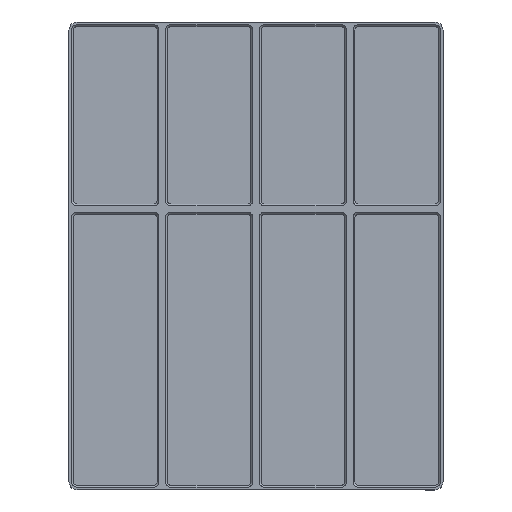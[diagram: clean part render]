
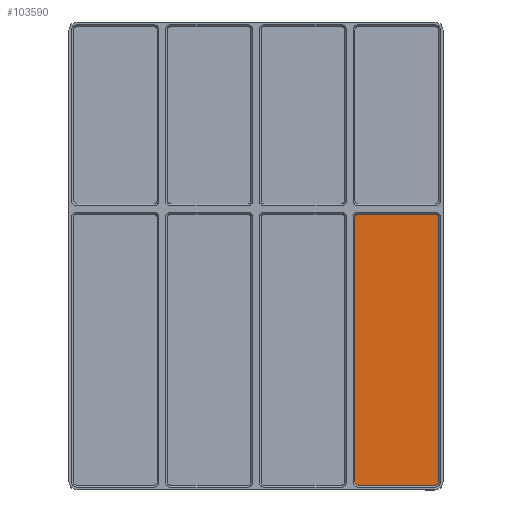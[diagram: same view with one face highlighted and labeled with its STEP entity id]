
A CAD part, top view. The second image highlights one B-rep face of the part: STEP entity #103590.
In plain terms, the highlighted planar face has unit normal (0, 0, 1).
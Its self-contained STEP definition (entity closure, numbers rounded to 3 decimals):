
#84540=CARTESIAN_POINT('',(255.85,207.75,7.));
#84550=VERTEX_POINT('',#84540);
#84580=CARTESIAN_POINT('',(255.85,206.15,7.));
#84590=DIRECTION('',(0.,0.,-1.));
#84600=DIRECTION('',(1.,0.,0.));
#84610=AXIS2_PLACEMENT_3D('',#84580,#84590,#84600);
#84620=CIRCLE('',#84610,1.6);
#84630=CARTESIAN_POINT('',(254.25,206.15,7.));
#84640=VERTEX_POINT('',#84630);
#84650=EDGE_CURVE('',#84640,#84550,#84620,.T.);
#84960=CARTESIAN_POINT('',(291.75,206.15,7.));
#84970=VERTEX_POINT('',#84960);
#85000=CARTESIAN_POINT('',(290.15,206.15,7.));
#85010=DIRECTION('',(0.,0.,-1.));
#85020=DIRECTION('',(1.,0.,0.));
#85030=AXIS2_PLACEMENT_3D('',#85000,#85010,#85020);
#85040=CIRCLE('',#85030,1.6);
#85050=CARTESIAN_POINT('',(290.15,207.75,7.));
#85060=VERTEX_POINT('',#85050);
#85070=EDGE_CURVE('',#85060,#84970,#85040,.T.);
#85890=CARTESIAN_POINT('',(254.25,173.,7.));
#85900=DIRECTION('',(0.,1.,0.));
#85910=VECTOR('',#85900,1.);
#85920=LINE('',#85890,#85910);
#85930=CARTESIAN_POINT('',(254.25,87.85,7.));
#85940=VERTEX_POINT('',#85930);
#85950=EDGE_CURVE('',#85940,#84640,#85920,.T.);
#102260=CARTESIAN_POINT('',(257.,207.75,7.));
#102270=DIRECTION('',(1.,0.,0.));
#102280=VECTOR('',#102270,1.);
#102290=LINE('',#102260,#102280);
#102300=EDGE_CURVE('',#84550,#85060,#102290,.T.);
#102590=CARTESIAN_POINT('',(291.75,87.85,7.));
#102600=VERTEX_POINT('',#102590);
#102630=CARTESIAN_POINT('',(291.75,121.,7.));
#102640=DIRECTION('',(0.,-1.,0.));
#102650=VECTOR('',#102640,1.);
#102660=LINE('',#102630,#102650);
#102670=EDGE_CURVE('',#84970,#102600,#102660,.T.);
#102790=CARTESIAN_POINT('',(255.85,87.85,7.));
#102800=DIRECTION('',(0.,0.,-1.));
#102810=DIRECTION('',(1.,0.,0.));
#102820=AXIS2_PLACEMENT_3D('',#102790,#102800,#102810);
#102830=CIRCLE('',#102820,1.6);
#102840=CARTESIAN_POINT('',(255.85,86.25,7.));
#102850=VERTEX_POINT('',#102840);
#102860=EDGE_CURVE('',#102850,#85940,#102830,.T.);
#103170=CARTESIAN_POINT('',(290.15,86.25,7.));
#103180=VERTEX_POINT('',#103170);
#103210=CARTESIAN_POINT('',(290.15,87.85,7.));
#103220=DIRECTION('',(0.,0.,-1.));
#103230=DIRECTION('',(1.,0.,0.));
#103240=AXIS2_PLACEMENT_3D('',#103210,#103220,#103230);
#103250=CIRCLE('',#103240,1.6);
#103260=EDGE_CURVE('',#102600,#103180,#103250,.T.);
#103390=CARTESIAN_POINT('',(273.,189.,7.));
#103400=DIRECTION('',(0.,0.,1.));
#103410=DIRECTION('',(-1.,0.,0.));
#103420=AXIS2_PLACEMENT_3D('',#103390,#103400,#103410);
#103430=PLANE('',#103420);
#103440=ORIENTED_EDGE('',*,*,#103260,.F.);
#103450=CARTESIAN_POINT('',(289.,86.25,7.));
#103460=DIRECTION('',(-1.,0.,0.));
#103470=VECTOR('',#103460,1.);
#103480=LINE('',#103450,#103470);
#103490=EDGE_CURVE('',#103180,#102850,#103480,.T.);
#103500=ORIENTED_EDGE('',*,*,#103490,.F.);
#103510=ORIENTED_EDGE('',*,*,#102860,.F.);
#103520=ORIENTED_EDGE('',*,*,#85950,.F.);
#103530=ORIENTED_EDGE('',*,*,#84650,.F.);
#103540=ORIENTED_EDGE('',*,*,#102300,.F.);
#103550=ORIENTED_EDGE('',*,*,#85070,.F.);
#103560=ORIENTED_EDGE('',*,*,#102670,.F.);
#103570=EDGE_LOOP('',(#103560,#103550,#103540,#103530,#103520,#103510,
#103500,#103440));
#103580=FACE_OUTER_BOUND('',#103570,.T.);
#103590=ADVANCED_FACE('',(#103580),#103430,.T.);
